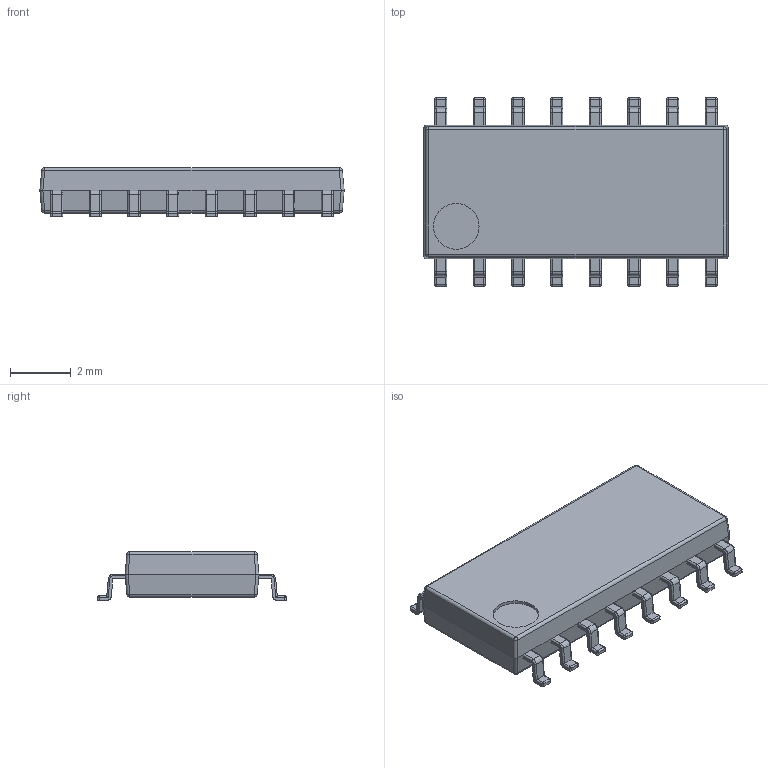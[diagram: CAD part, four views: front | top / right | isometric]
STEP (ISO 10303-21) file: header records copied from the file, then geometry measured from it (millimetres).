
FILE_DESCRIPTION(('STEP AP242'),'1');
FILE_NAME('bu4094bcf-e2.stp','2022-01-25T12:02:37',('TraceParts'),('TraceParts S.A.'),'Spatial InterOp 3D',' ',' ');
FILE_SCHEMA(('AP242_MANAGED_MODEL_BASED_3D_ENGINEERING_MIM_LF {1 0 10303 442 1 1 4}'));
Length unit declared in the file: millimetre
Products named in the file (1): bu4094bcf-e2_1
Bounding box: 10 x 6.2 x 1.61 mm (x, y, z)
Volume: 67.8 mm3; surface area: 276.7 mm2
Topology: 10 solids, 10 shells, 375 faces, 878 edges, 492 vertices
Faces by surface type: cylinder 178, plane 125, bspline 72
Entity records: 14177 total; most frequent: CARTESIAN_POINT 3019, ORIENTED_EDGE 1692, DIRECTION 1684, EDGE_CURVE 846, AXIS2_PLACEMENT_3D 597, VERTEX_POINT 492, LINE 490, VECTOR 490
